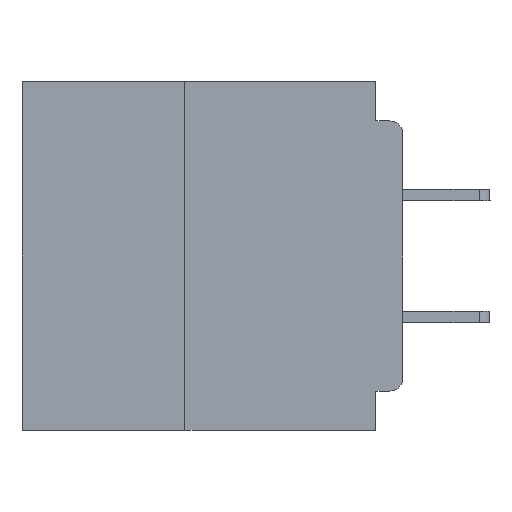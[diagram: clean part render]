
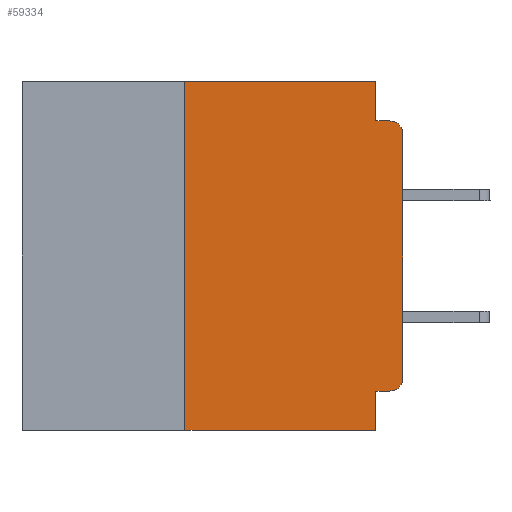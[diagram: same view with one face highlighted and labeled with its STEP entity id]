
A CAD part, left-side view. The second image highlights one B-rep face of the part: STEP entity #59334.
In plain terms, the highlighted planar face has unit normal (-1, 0, 0).
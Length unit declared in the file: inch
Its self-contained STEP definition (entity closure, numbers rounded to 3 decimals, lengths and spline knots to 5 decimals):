
#400 = ORIENTED_EDGE ( 'NONE', *, *, #42881, .F. ) ;
#3037 = VERTEX_POINT ( 'NONE', #49632 ) ;
#3999 = VERTEX_POINT ( 'NONE', #32026 ) ;
#4203 = VECTOR ( 'NONE', #51609, 39.37008 ) ;
#4531 = DIRECTION ( 'NONE',  ( -1., 0., 0. ) ) ;
#5528 = LINE ( 'NONE', #50148, #58104 ) ;
#5595 = ORIENTED_EDGE ( 'NONE', *, *, #6345, .T. ) ;
#5887 = EDGE_CURVE ( 'NONE', #62983, #33237, #27159, .T. ) ;
#5938 = VERTEX_POINT ( 'NONE', #32546 ) ;
#6145 = EDGE_CURVE ( 'NONE', #62983, #29332, #14343, .T. ) ;
#6345 = EDGE_CURVE ( 'NONE', #5938, #3037, #65842, .T. ) ;
#6659 = EDGE_CURVE ( 'NONE', #13003, #21274, #11374, .T. ) ;
#8441 = CARTESIAN_POINT ( 'NONE',  ( 0., 0.437, 0. ) ) ;
#11374 = LINE ( 'NONE', #58312, #65353 ) ;
#11548 = ORIENTED_EDGE ( 'NONE', *, *, #45229, .T. ) ;
#11590 = FACE_OUTER_BOUND ( 'NONE', #53310, .T. ) ;
#13003 = VERTEX_POINT ( 'NONE', #17097 ) ;
#13019 = AXIS2_PLACEMENT_3D ( 'NONE', #35254, #4531, #40344 ) ;
#14343 = CIRCLE ( 'NONE', #25113, 0.015 ) ;
#15054 = CARTESIAN_POINT ( 'NONE',  ( 0., 0.031, 0. ) ) ;
#15166 = VECTOR ( 'NONE', #47162, 39.37008 ) ;
#16092 = LINE ( 'NONE', #32866, #41553 ) ;
#16770 = CARTESIAN_POINT ( 'NONE',  ( 0., 0., -0.355 ) ) ;
#17097 = CARTESIAN_POINT ( 'NONE',  ( 0., 0.25, 0. ) ) ;
#18980 = DIRECTION ( 'NONE',  ( -1., 0., 0. ) ) ;
#19632 = EDGE_CURVE ( 'NONE', #5938, #13003, #5528, .T. ) ;
#20334 = CARTESIAN_POINT ( 'NONE',  ( 0., 0.015, -0.355 ) ) ;
#20624 = DIRECTION ( 'NONE',  ( 0., 0., -1. ) ) ;
#21274 = VERTEX_POINT ( 'NONE', #34027 ) ;
#21639 = CARTESIAN_POINT ( 'NONE',  ( 0., 0.031, -0.355 ) ) ;
#22692 = ORIENTED_EDGE ( 'NONE', *, *, #55258, .T. ) ;
#22918 = DIRECTION ( 'NONE',  ( 0., -1., 0. ) ) ;
#25113 = AXIS2_PLACEMENT_3D ( 'NONE', #49325, #18980, #54438 ) ;
#25550 = DIRECTION ( 'NONE',  ( 0., 0., -1. ) ) ;
#25642 = CARTESIAN_POINT ( 'NONE',  ( 0., 0.437, -0.4 ) ) ;
#27159 = LINE ( 'NONE', #16770, #15166 ) ;
#27391 = ORIENTED_EDGE ( 'NONE', *, *, #5887, .F. ) ;
#29055 = DIRECTION ( 'NONE',  ( 1., 0., 0. ) ) ;
#29332 = VERTEX_POINT ( 'NONE', #32952 ) ;
#30526 = ORIENTED_EDGE ( 'NONE', *, *, #19632, .F. ) ;
#30632 = CARTESIAN_POINT ( 'NONE',  ( 0., 0.031, -0.4 ) ) ;
#31507 = LINE ( 'NONE', #46540, #4203 ) ;
#32026 = CARTESIAN_POINT ( 'NONE',  ( 0., 0., -0.06 ) ) ;
#32546 = CARTESIAN_POINT ( 'NONE',  ( 0., 0.25, -0.4 ) ) ;
#32866 = CARTESIAN_POINT ( 'NONE',  ( 0., 0., 0. ) ) ;
#32952 = CARTESIAN_POINT ( 'NONE',  ( 0., 0., -0.34 ) ) ;
#33237 = VERTEX_POINT ( 'NONE', #21639 ) ;
#34027 = CARTESIAN_POINT ( 'NONE',  ( 0., 0.031, 0. ) ) ;
#35254 = CARTESIAN_POINT ( 'NONE',  ( 0., 0.015, -0.06 ) ) ;
#36403 = ORIENTED_EDGE ( 'NONE', *, *, #6659, .F. ) ;
#37599 = EDGE_CURVE ( 'NONE', #33237, #3037, #56877, .T. ) ;
#37975 = DIRECTION ( 'NONE',  ( 0., 0., 1. ) ) ;
#40344 = DIRECTION ( 'NONE',  ( 0., 0., -1. ) ) ;
#41079 = VERTEX_POINT ( 'NONE', #47463 ) ;
#41553 = VECTOR ( 'NONE', #37975, 39.37008 ) ;
#41698 = ORIENTED_EDGE ( 'NONE', *, *, #59642, .F. ) ;
#42881 = EDGE_CURVE ( 'NONE', #21274, #41079, #57715, .T. ) ;
#43959 = PLANE ( 'NONE',  #49302 ) ;
#44333 = VECTOR ( 'NONE', #25550, 39.37008 ) ;
#45229 = EDGE_CURVE ( 'NONE', #3999, #52479, #48746, .T. ) ;
#45944 = ORIENTED_EDGE ( 'NONE', *, *, #37599, .F. ) ;
#46023 = DIRECTION ( 'NONE',  ( 0., -1., 0. ) ) ;
#46540 = CARTESIAN_POINT ( 'NONE',  ( 0., 0., -0.045 ) ) ;
#47162 = DIRECTION ( 'NONE',  ( 0., 1., 0. ) ) ;
#47463 = CARTESIAN_POINT ( 'NONE',  ( 0., 0.031, -0.045 ) ) ;
#48746 = CIRCLE ( 'NONE', #13019, 0.015 ) ;
#49302 = AXIS2_PLACEMENT_3D ( 'NONE', #8441, #29055, #64437 ) ;
#49325 = CARTESIAN_POINT ( 'NONE',  ( 0., 0.015, -0.34 ) ) ;
#49632 = CARTESIAN_POINT ( 'NONE',  ( 0., 0.031, -0.4 ) ) ;
#50148 = CARTESIAN_POINT ( 'NONE',  ( 0., 0.25, -0.4 ) ) ;
#50574 = ORIENTED_EDGE ( 'NONE', *, *, #6145, .T. ) ;
#51609 = DIRECTION ( 'NONE',  ( 0., -1., 0. ) ) ;
#52441 = VECTOR ( 'NONE', #46023, 39.37008 ) ;
#52479 = VERTEX_POINT ( 'NONE', #56589 ) ;
#53310 = EDGE_LOOP ( 'NONE', ( #22692, #11548, #41698, #400, #36403, #30526, #5595, #45944, #27391, #50574 ) ) ;
#54438 = DIRECTION ( 'NONE',  ( 0., 0., -1. ) ) ;
#55258 = EDGE_CURVE ( 'NONE', #29332, #3999, #16092, .T. ) ;
#55331 = VECTOR ( 'NONE', #20624, 39.37008 ) ;
#56589 = CARTESIAN_POINT ( 'NONE',  ( 0., 0.015, -0.045 ) ) ;
#56877 = LINE ( 'NONE', #30632, #55331 ) ;
#57715 = LINE ( 'NONE', #15054, #44333 ) ;
#58104 = VECTOR ( 'NONE', #60273, 39.37008 ) ;
#58312 = CARTESIAN_POINT ( 'NONE',  ( 0., 0.437, 0. ) ) ;
#59334 = ADVANCED_FACE ( 'NONE', ( #11590 ), #43959, .F. ) ;
#59642 = EDGE_CURVE ( 'NONE', #41079, #52479, #31507, .T. ) ;
#60273 = DIRECTION ( 'NONE',  ( 0., 0., 1. ) ) ;
#62983 = VERTEX_POINT ( 'NONE', #20334 ) ;
#64437 = DIRECTION ( 'NONE',  ( 0., 0., -1. ) ) ;
#65353 = VECTOR ( 'NONE', #22918, 39.37008 ) ;
#65842 = LINE ( 'NONE', #25642, #52441 ) ;
